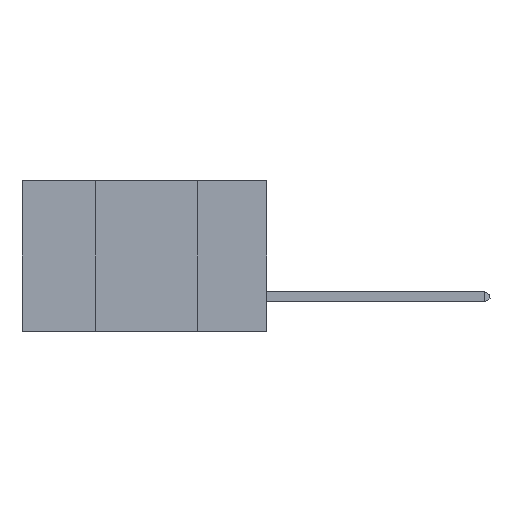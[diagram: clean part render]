
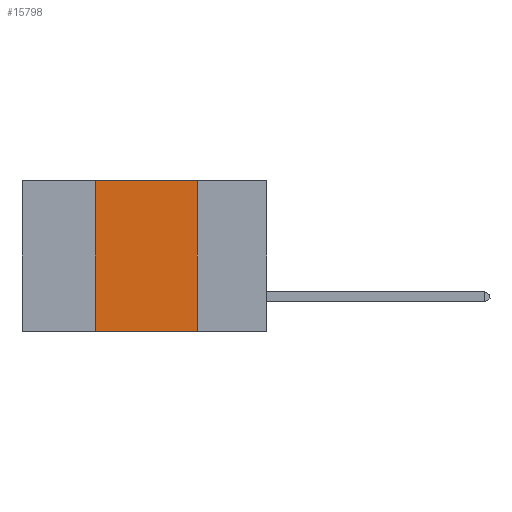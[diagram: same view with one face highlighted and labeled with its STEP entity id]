
A CAD part, left-side view. The second image highlights one B-rep face of the part: STEP entity #15798.
In plain terms, the highlighted planar face has unit normal (-1, 0, 0).
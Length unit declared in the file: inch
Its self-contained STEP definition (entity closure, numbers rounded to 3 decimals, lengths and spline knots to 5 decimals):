
#397 = DIRECTION ( 'NONE',  ( 0., -1., 0. ) ) ;
#507 = VECTOR ( 'NONE', #397, 39.37008 ) ;
#683 = DIRECTION ( 'NONE',  ( 0., 0., 1. ) ) ;
#872 = CARTESIAN_POINT ( 'NONE',  ( 0., 0.17, 0. ) ) ;
#1778 = CARTESIAN_POINT ( 'NONE',  ( 0., 0.42, 0. ) ) ;
#2077 = ORIENTED_EDGE ( 'NONE', *, *, #13263, .F. ) ;
#2336 = ORIENTED_EDGE ( 'NONE', *, *, #8081, .F. ) ;
#2704 = DIRECTION ( 'NONE',  ( 1., 0., 0. ) ) ;
#2810 = VECTOR ( 'NONE', #17685, 39.37008 ) ;
#2930 = LINE ( 'NONE', #872, #19696 ) ;
#3747 = EDGE_CURVE ( 'NONE', #16740, #17915, #16346, .T. ) ;
#4126 = AXIS2_PLACEMENT_3D ( 'NONE', #10968, #2704, #14247 ) ;
#6053 = PLANE ( 'NONE',  #4126 ) ;
#6072 = DIRECTION ( 'NONE',  ( 0., 0., -1. ) ) ;
#7716 = VECTOR ( 'NONE', #683, 39.37008 ) ;
#7737 = ORIENTED_EDGE ( 'NONE', *, *, #3747, .F. ) ;
#8048 = CARTESIAN_POINT ( 'NONE',  ( 0., 0.42, -0.37 ) ) ;
#8081 = EDGE_CURVE ( 'NONE', #17915, #13706, #12131, .T. ) ;
#8876 = CARTESIAN_POINT ( 'NONE',  ( 0., 0.17, 0. ) ) ;
#9619 = CARTESIAN_POINT ( 'NONE',  ( 0., 0.6, 0. ) ) ;
#10438 = ORIENTED_EDGE ( 'NONE', *, *, #11899, .T. ) ;
#10968 = CARTESIAN_POINT ( 'NONE',  ( 0., 0.6, 0. ) ) ;
#11028 = FACE_OUTER_BOUND ( 'NONE', #19296, .T. ) ;
#11899 = EDGE_CURVE ( 'NONE', #16740, #15892, #13829, .T. ) ;
#12131 = LINE ( 'NONE', #9619, #2810 ) ;
#12740 = CARTESIAN_POINT ( 'NONE',  ( 0., 0.42, 0. ) ) ;
#13263 = EDGE_CURVE ( 'NONE', #13706, #15892, #2930, .T. ) ;
#13706 = VERTEX_POINT ( 'NONE', #8876 ) ;
#13829 = LINE ( 'NONE', #20040, #507 ) ;
#14247 = DIRECTION ( 'NONE',  ( 0., 0., -1. ) ) ;
#15798 = ADVANCED_FACE ( 'NONE', ( #11028 ), #6053, .F. ) ;
#15892 = VERTEX_POINT ( 'NONE', #19204 ) ;
#16346 = LINE ( 'NONE', #1778, #7716 ) ;
#16740 = VERTEX_POINT ( 'NONE', #8048 ) ;
#17685 = DIRECTION ( 'NONE',  ( 0., -1., 0. ) ) ;
#17915 = VERTEX_POINT ( 'NONE', #12740 ) ;
#19204 = CARTESIAN_POINT ( 'NONE',  ( 0., 0.17, -0.37 ) ) ;
#19296 = EDGE_LOOP ( 'NONE', ( #2077, #2336, #7737, #10438 ) ) ;
#19696 = VECTOR ( 'NONE', #6072, 39.37008 ) ;
#20040 = CARTESIAN_POINT ( 'NONE',  ( 0., 0.6, -0.37 ) ) ;
